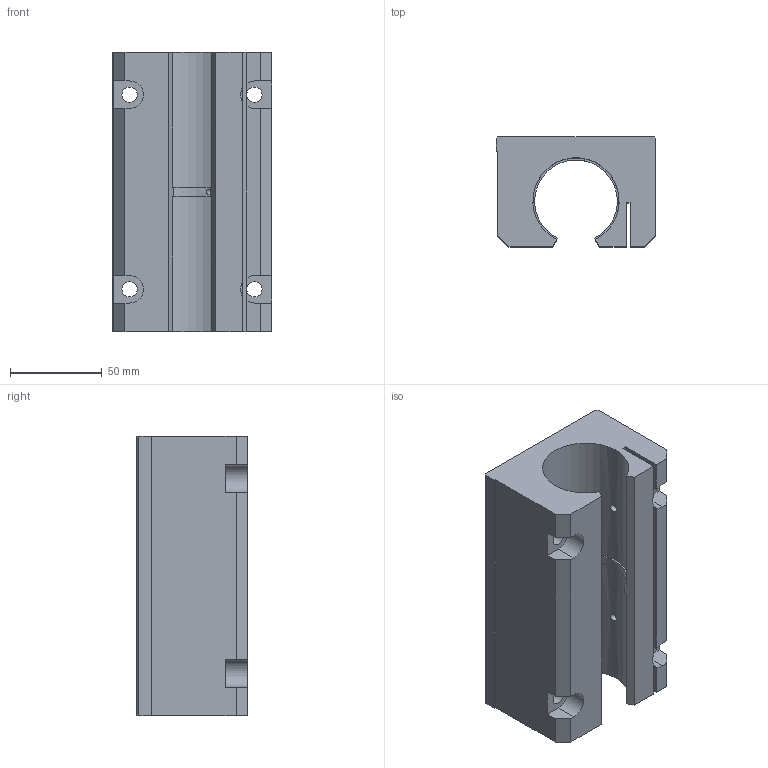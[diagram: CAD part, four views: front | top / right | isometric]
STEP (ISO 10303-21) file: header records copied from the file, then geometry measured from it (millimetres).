
FILE_DESCRIPTION( ( 'STEP AP214' ), '1' );
FILE_NAME( 'TAG-OPAJ-30_2_14a.stp', ' ', ( ' ' ), ( ' ' ), 'PSStep 15.0.47', 'PARTsolutions', ' ' );
FILE_SCHEMA( ( 'AUTOMOTIVE_DESIGN { 1 0 10303 214 1 1 1 1 }' ) );
Length unit declared in the file: millimetre
Products named in the file (1): HI_TAG-OPAJ-30
Bounding box: 87 x 60 x 152 mm (x, y, z)
Volume: 478051.7 mm3; surface area: 81147.8 mm2
Topology: 1 solids, 1 shells, 76 faces, 208 edges, 137 vertices
Faces by surface type: plane 44, cylinder 23, cone 9
Full cylindrical faces by diameter (mm): 4.134 x2, 4.3 x1, 4.917 x2, 6.647 x1, 8 x2, 8.376 x4
Entity records: 3094 total; most frequent: CARTESIAN_POINT 570, DIRECTION 386, ORIENTED_EDGE 366, EDGE_CURVE 183, VERTEX_POINT 133, AXIS2_PLACEMENT_3D 129, LINE 128, VECTOR 128
